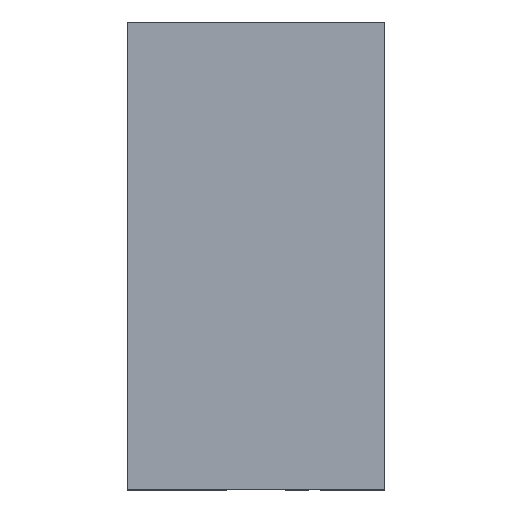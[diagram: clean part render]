
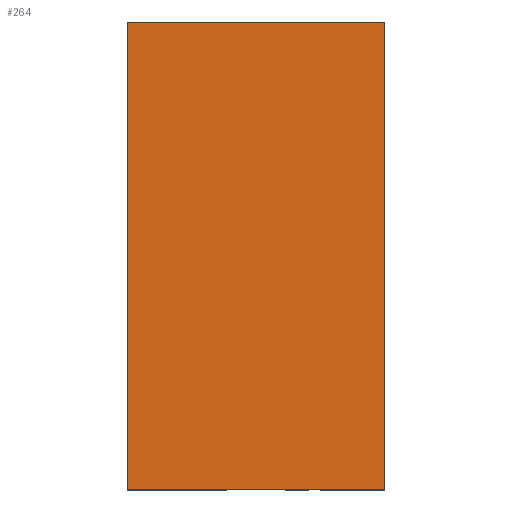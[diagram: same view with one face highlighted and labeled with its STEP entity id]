
A CAD part, top view. The second image highlights one B-rep face of the part: STEP entity #264.
In plain terms, the highlighted planar face has unit normal (0, 0, 1).
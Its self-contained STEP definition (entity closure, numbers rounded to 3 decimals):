
#2 = AXIS2_PLACEMENT_3D ( 'NONE', #24, #31, #561 ) ;
#20 = CARTESIAN_POINT ( 'NONE',  ( 0., 0., 7.5 ) ) ;
#24 = CARTESIAN_POINT ( 'NONE',  ( 0., 200., 7.5 ) ) ;
#31 = DIRECTION ( 'NONE',  ( 0., 0., -1. ) ) ;
#71 = VERTEX_POINT ( 'NONE', #295 ) ;
#85 = VERTEX_POINT ( 'NONE', #286 ) ;
#96 = VERTEX_POINT ( 'NONE', #530 ) ;
#99 = EDGE_CURVE ( 'NONE', #85, #96, #579, .T. ) ;
#100 = ORIENTED_EDGE ( 'NONE', *, *, #99, .T. ) ;
#161 = EDGE_CURVE ( 'NONE', #85, #71, #349, .T. ) ;
#187 = DIRECTION ( 'NONE',  ( 0., -1., 0. ) ) ;
#239 = EDGE_LOOP ( 'NONE', ( #442, #517, #285, #100 ) ) ;
#264 = ADVANCED_FACE ( 'NONE', ( #570 ), #467, .F. ) ;
#273 = CARTESIAN_POINT ( 'NONE',  ( 55., 200., 7.5 ) ) ;
#285 = ORIENTED_EDGE ( 'NONE', *, *, #161, .F. ) ;
#286 = CARTESIAN_POINT ( 'NONE',  ( -55., 200., 7.5 ) ) ;
#290 = VECTOR ( 'NONE', #292, 1000. ) ;
#292 = DIRECTION ( 'NONE',  ( 0., -1., 0. ) ) ;
#295 = CARTESIAN_POINT ( 'NONE',  ( 55., 200., 7.5 ) ) ;
#318 = VECTOR ( 'NONE', #402, 1000. ) ;
#349 = LINE ( 'NONE', #404, #318 ) ;
#377 = VECTOR ( 'NONE', #187, 1000. ) ;
#398 = VERTEX_POINT ( 'NONE', #601 ) ;
#400 = VECTOR ( 'NONE', #508, 1000. ) ;
#401 = EDGE_CURVE ( 'NONE', #96, #398, #554, .T. ) ;
#402 = DIRECTION ( 'NONE',  ( 1., 0., 0. ) ) ;
#404 = CARTESIAN_POINT ( 'NONE',  ( 0., 200., 7.5 ) ) ;
#442 = ORIENTED_EDGE ( 'NONE', *, *, #401, .T. ) ;
#467 = PLANE ( 'NONE',  #2 ) ;
#483 = CARTESIAN_POINT ( 'NONE',  ( -55., 200., 7.5 ) ) ;
#508 = DIRECTION ( 'NONE',  ( 1., 0., 0. ) ) ;
#517 = ORIENTED_EDGE ( 'NONE', *, *, #599, .F. ) ;
#524 = LINE ( 'NONE', #273, #377 ) ;
#530 = CARTESIAN_POINT ( 'NONE',  ( -55., 0., 7.5 ) ) ;
#554 = LINE ( 'NONE', #20, #400 ) ;
#561 = DIRECTION ( 'NONE',  ( -1., 0., 0. ) ) ;
#570 = FACE_OUTER_BOUND ( 'NONE', #239, .T. ) ;
#579 = LINE ( 'NONE', #483, #290 ) ;
#599 = EDGE_CURVE ( 'NONE', #71, #398, #524, .T. ) ;
#601 = CARTESIAN_POINT ( 'NONE',  ( 55., 0., 7.5 ) ) ;
